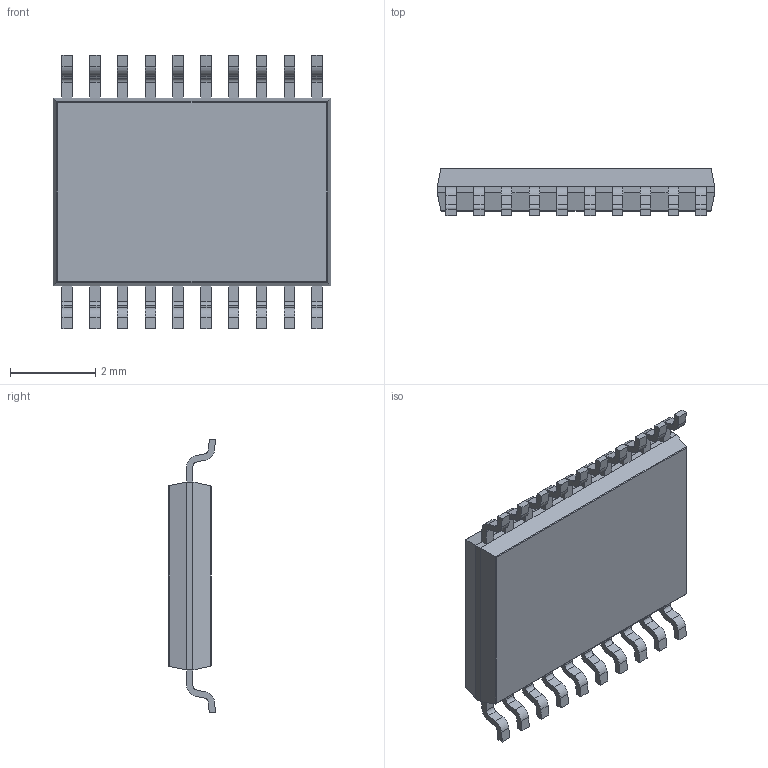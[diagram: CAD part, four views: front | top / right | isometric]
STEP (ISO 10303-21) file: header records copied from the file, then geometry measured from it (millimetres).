
FILE_DESCRIPTION(('STEP AP242'),'1');
FILE_NAME('stm8s003f3p6tr.stp','2020-11-20T19:23:07',('TraceParts'),('TraceParts S.A.'),'Spatial InterOp 3D',' ',' ');
FILE_SCHEMA(('AP242_MANAGED_MODEL_BASED_3D_ENGINEERING_MIM_LF {1 0 10303 442 1 1 4}'));
Length unit declared in the file: millimetre
Products named in the file (1): stm8s003f3p6tr
Bounding box: 6.5 x 1.1 x 6.4 mm (x, y, z)
Volume: 28.7 mm3; surface area: 95.7 mm2
Topology: 1 solids, 1 shells, 285 faces, 790 edges, 508 vertices
Faces by surface type: plane 195, cylinder 90
Entity records: 11304 total; most frequent: CARTESIAN_POINT 1584, ORIENTED_EDGE 1580, DIRECTION 1534, EDGE_CURVE 790, LINE 618, VECTOR 618, VERTEX_POINT 508, AXIS2_PLACEMENT_3D 458
